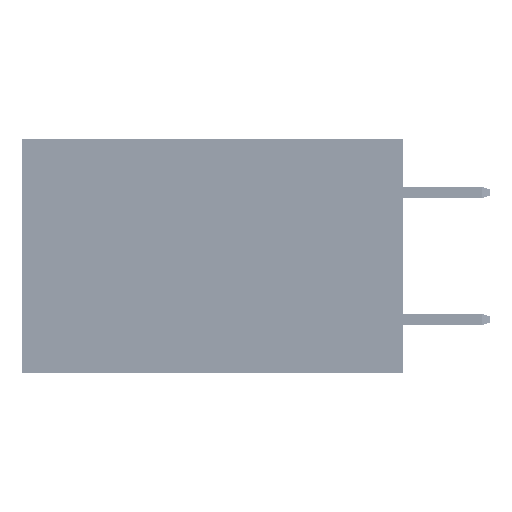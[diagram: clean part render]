
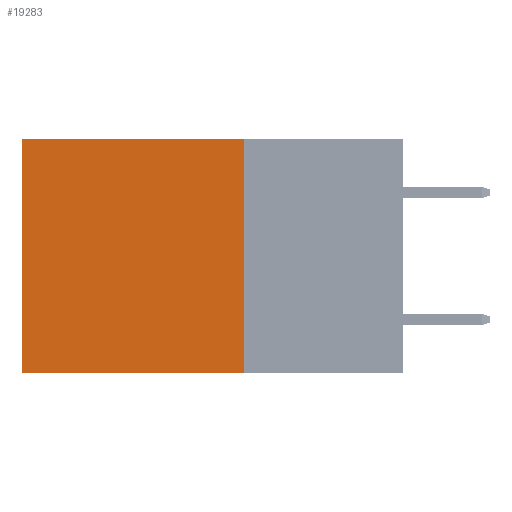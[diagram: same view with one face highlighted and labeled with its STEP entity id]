
A CAD part, left-side view. The second image highlights one B-rep face of the part: STEP entity #19283.
In plain terms, the highlighted planar face has unit normal (-1, 0, 0).
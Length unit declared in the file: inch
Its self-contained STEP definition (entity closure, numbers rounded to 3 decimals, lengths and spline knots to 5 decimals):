
#3560 = LINE ( 'NONE', #47363, #17934 ) ;
#6010 = DIRECTION ( 'NONE',  ( 0., 1., 0. ) ) ;
#6508 = FACE_OUTER_BOUND ( 'NONE', #24627, .T. ) ;
#7461 = ORIENTED_EDGE ( 'NONE', *, *, #49137, .T. ) ;
#8844 = ORIENTED_EDGE ( 'NONE', *, *, #50241, .T. ) ;
#9671 = VERTEX_POINT ( 'NONE', #30356 ) ;
#11063 = VERTEX_POINT ( 'NONE', #17987 ) ;
#11329 = DIRECTION ( 'NONE',  ( 0., 0., -1. ) ) ;
#11353 = VECTOR ( 'NONE', #22854, 39.37008 ) ;
#11604 = CARTESIAN_POINT ( 'NONE',  ( 0.2875, 0.25, 0. ) ) ;
#14002 = DIRECTION ( 'NONE',  ( 0., 0., -1. ) ) ;
#14097 = ORIENTED_EDGE ( 'NONE', *, *, #51387, .F. ) ;
#14251 = PLANE ( 'NONE',  #41073 ) ;
#17934 = VECTOR ( 'NONE', #35011, 39.37008 ) ;
#17987 = CARTESIAN_POINT ( 'NONE',  ( 0.2875, 0.25, -0.37 ) ) ;
#18017 = DIRECTION ( 'NONE',  ( 1., 0., 0. ) ) ;
#19283 = ADVANCED_FACE ( 'NONE', ( #6508 ), #14251, .F. ) ;
#21999 = CARTESIAN_POINT ( 'NONE',  ( 0.2875, 0.6, 0. ) ) ;
#22413 = LINE ( 'NONE', #11604, #46271 ) ;
#22854 = DIRECTION ( 'NONE',  ( 0., 1., 0. ) ) ;
#24627 = EDGE_LOOP ( 'NONE', ( #8844, #41635, #14097, #7461 ) ) ;
#26954 = CARTESIAN_POINT ( 'NONE',  ( 0.2875, 0.25, 0. ) ) ;
#27448 = CARTESIAN_POINT ( 'NONE',  ( 0.2875, 0.25, -0.37 ) ) ;
#27712 = LINE ( 'NONE', #27448, #11353 ) ;
#28899 = VERTEX_POINT ( 'NONE', #21999 ) ;
#30356 = CARTESIAN_POINT ( 'NONE',  ( 0.2875, 0.25, 0. ) ) ;
#35011 = DIRECTION ( 'NONE',  ( 0., 0., -1. ) ) ;
#36371 = EDGE_CURVE ( 'NONE', #11063, #49519, #27712, .T. ) ;
#39051 = CARTESIAN_POINT ( 'NONE',  ( 0.2875, 0.6, -0.37 ) ) ;
#41073 = AXIS2_PLACEMENT_3D ( 'NONE', #47082, #18017, #14002 ) ;
#41635 = ORIENTED_EDGE ( 'NONE', *, *, #36371, .F. ) ;
#46271 = VECTOR ( 'NONE', #11329, 39.37008 ) ;
#47061 = VECTOR ( 'NONE', #6010, 39.37008 ) ;
#47082 = CARTESIAN_POINT ( 'NONE',  ( 0.2875, 0.25, 0. ) ) ;
#47363 = CARTESIAN_POINT ( 'NONE',  ( 0.2875, 0.6, 0. ) ) ;
#47654 = LINE ( 'NONE', #26954, #47061 ) ;
#49137 = EDGE_CURVE ( 'NONE', #9671, #28899, #47654, .T. ) ;
#49519 = VERTEX_POINT ( 'NONE', #39051 ) ;
#50241 = EDGE_CURVE ( 'NONE', #28899, #49519, #3560, .T. ) ;
#51387 = EDGE_CURVE ( 'NONE', #9671, #11063, #22413, .T. ) ;
